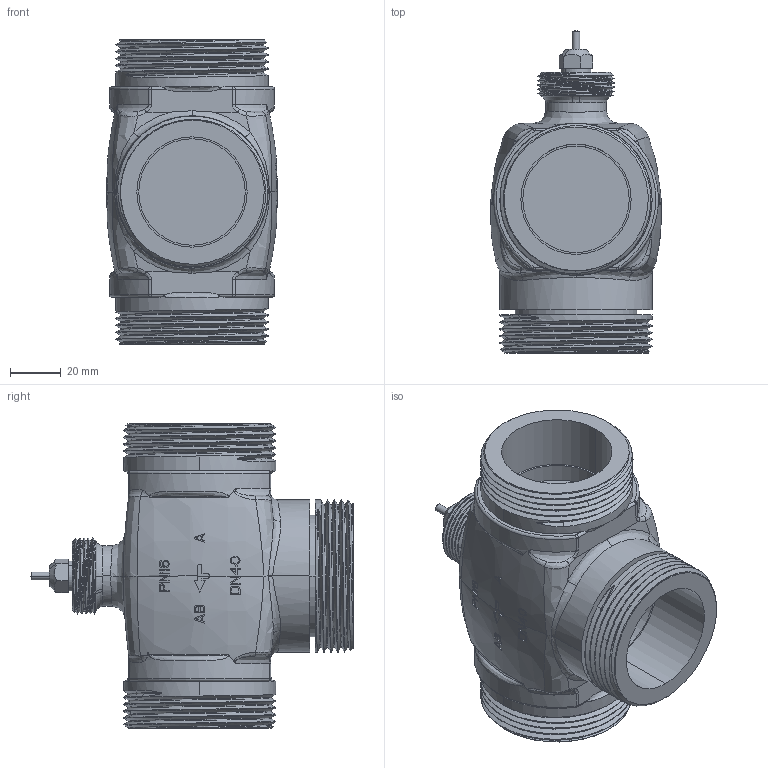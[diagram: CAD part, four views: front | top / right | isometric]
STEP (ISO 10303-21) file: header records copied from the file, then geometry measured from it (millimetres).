
FILE_DESCRIPTION((''),'2;1');
FILE_NAME('065F6040_ASM','2024-08-14T11:11:55',('U386487'),('Danfoss'),'CREO PARAMETRIC BY PTC INC, 2022124','CREO PARAMETRIC BY PTC INC, 2022124','');
FILE_SCHEMA(('CONFIG_CONTROL_DESIGN'));
Products named in the file (8): 89034480; D3-STUFFINGBOXHOUSE_AF0; D3-OR_AF0; D3-GREASEBOX_AF0; D3-SPRINGRINGEXTERNAL_AF0; SPINDL_FI3; 065F0201_OLD_ASM; 065F6040_ASM
Assembly tree (7 placements, depth 3):
  065F6040_ASM
    89034480
    065F0201_OLD_ASM
      D3-STUFFINGBOXHOUSE_AF0
      D3-OR_AF0
      D3-GREASEBOX_AF0
      D3-SPRINGRINGEXTERNAL_AF0
      SPINDL_FI3
Bounding box: 67.29 x 127 x 120 mm (x, y, z)
Volume: 349112.9 mm3; surface area: 63024.4 mm2
Topology: 6 solids, 6 shells, 844 faces, 2249 edges, 1461 vertices
Faces by surface type: plane 521, bspline 151, cylinder 131, cone 20, torus 14, sphere 4, extrusion 3
Entity records: 45028 total; most frequent: CARTESIAN_POINT 26701, ORIENTED_EDGE 4490, DIRECTION 2647, EDGE_CURVE 2245, VERTEX_POINT 1461, B_SPLINE_CURVE_WITH_KNOTS 1288, AXIS2_PLACEMENT_3D 974, EDGE_LOOP 898
